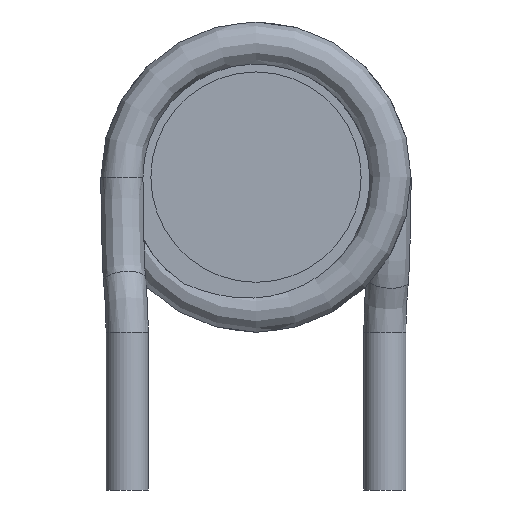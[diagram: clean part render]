
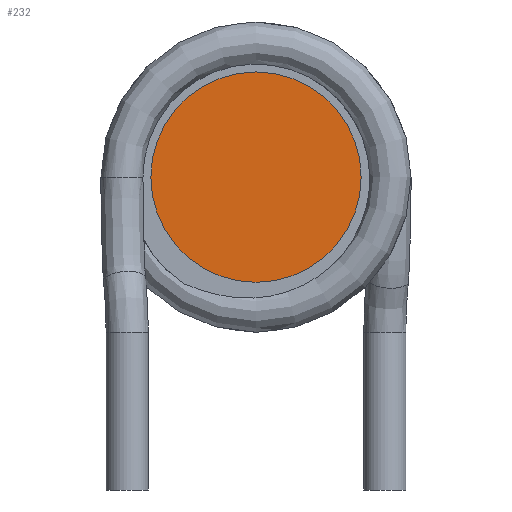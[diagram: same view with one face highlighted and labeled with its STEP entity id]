
A CAD part, front view. The second image highlights one B-rep face of the part: STEP entity #232.
In plain terms, the highlighted planar face has unit normal (0, -1, 0).
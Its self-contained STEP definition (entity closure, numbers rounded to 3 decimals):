
#52=PLANE('',#390);
#60=ORIENTED_EDGE('',*,*,#106,.F.);
#106=EDGE_CURVE('',#130,#130,#150,.T.);
#130=VERTEX_POINT('',#482);
#150=CIRCLE('',#388,2.);
#168=EDGE_LOOP('',(#60));
#198=FACE_BOUND('',#168,.T.);
#232=ADVANCED_FACE('',(#198),#52,.F.);
#388=AXIS2_PLACEMENT_3D('',#481,#421,#422);
#390=AXIS2_PLACEMENT_3D('',#485,#425,#426);
#421=DIRECTION('',(0.,1.,0.));
#422=DIRECTION('',(1.,0.,0.));
#425=DIRECTION('',(0.,1.,0.));
#426=DIRECTION('',(0.,0.,1.));
#481=CARTESIAN_POINT('',(0.,-7.,0.));
#482=CARTESIAN_POINT('',(2.,-7.,0.));
#485=CARTESIAN_POINT('',(0.,-7.,0.));
